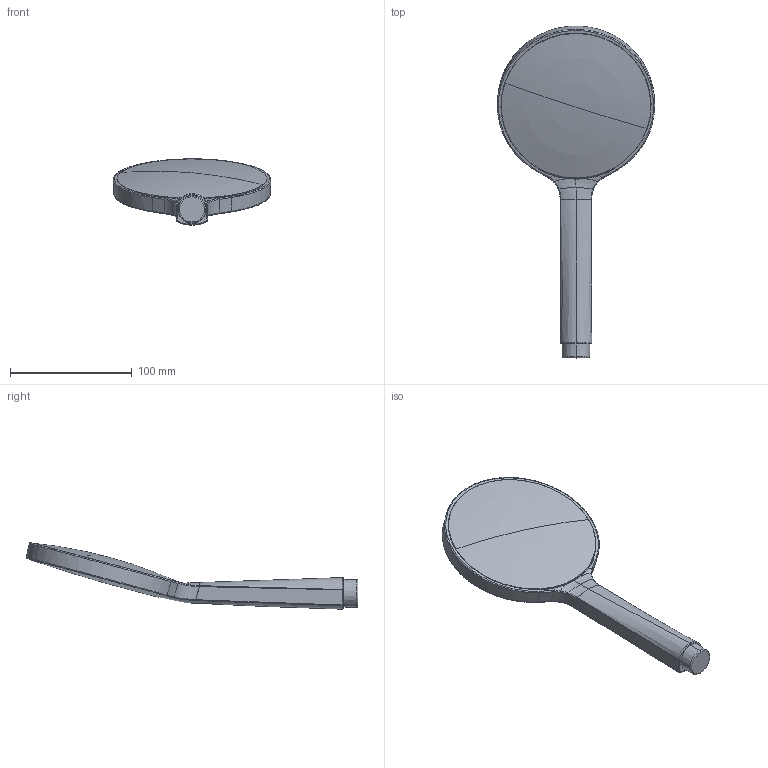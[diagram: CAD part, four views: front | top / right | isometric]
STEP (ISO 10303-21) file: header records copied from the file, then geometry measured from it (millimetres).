
FILE_DESCRIPTION (( 'STEP AP214' ), '1' );
FILE_NAME ('28017979.STEP', '2020-04-06T11:37:55', ( '' ), ( '' ), 'SwSTEP 2.0', 'SolidWorks 2017', '' );
FILE_SCHEMA (( 'AUTOMOTIVE_DESIGN' ));
Length unit declared in the file: millimetre
Products named in the file (4): 28017979; Planungsmodell_Einsatz-+-04.12.11.171.00-1; Planungsmodell_Anschluss-+-04.12.11.160.00-2; Planungsmodell_Gehaeuse-+-04.12.11.160.00-1
Assembly tree (3 placements, depth 2):
  28017979
    Planungsmodell_Gehaeuse-+-04.12.11.160.00-1
    Planungsmodell_Anschluss-+-04.12.11.160.00-2
    Planungsmodell_Einsatz-+-04.12.11.171.00-1
Bounding box: 129.27 x 272.71 x 54.49 mm (x, y, z)
Volume: 320659.9 mm3; surface area: 69952.9 mm2
Topology: 3 solids, 5 shells, 131 faces, 322 edges, 192 vertices
Faces by surface type: bspline 97, plane 14, cylinder 11, torus 6, cone 3
Entity records: 11960 total; most frequent: CARTESIAN_POINT 9526, ORIENTED_EDGE 624, EDGE_CURVE 312, DIRECTION 266, VERTEX_POINT 192, B_SPLINE_CURVE_WITH_KNOTS 163, EDGE_LOOP 132, ADVANCED_FACE 131
